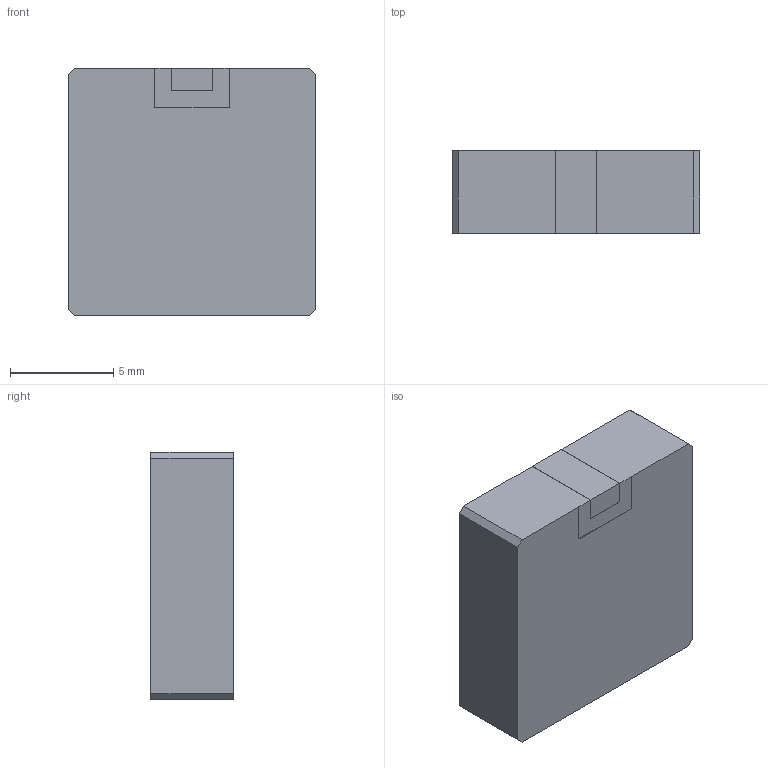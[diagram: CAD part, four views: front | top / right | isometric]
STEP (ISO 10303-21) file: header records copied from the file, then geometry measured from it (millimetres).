
FILE_DESCRIPTION (( 'STEP AP214' ), '1' );
FILE_NAME ('SWLP.2450.12.4.B.02_Web.STEP', '2022-03-21T16:35:16', ( '' ), ( '' ), 'SwSTEP 2.0', 'SolidWorks 2018', '' );
FILE_SCHEMA (( 'AUTOMOTIVE_DESIGN' ));
Length unit declared in the file: millimetre
Products named in the file (1): SWLP.2450.12.4.B.02_Web
Bounding box: 12 x 4.03 x 12.01 mm (x, y, z)
Surface area: 484.1 mm2 (no closed solid volume)
Topology: 0 solids, 8 shells, 193 faces, 574 edges, 395 vertices
Faces by surface type: plane 118, bspline 75
Entity records: 10649 total; most frequent: CARTESIAN_POINT 4805, ORIENTED_EDGE 983, B_SPLINE_CURVE_WITH_KNOTS 574, EDGE_CURVE 574, VERTEX_POINT 395, DIRECTION 238, EDGE_LOOP 209, UNCERTAINTY_MEASURE_WITH_UNIT 195
